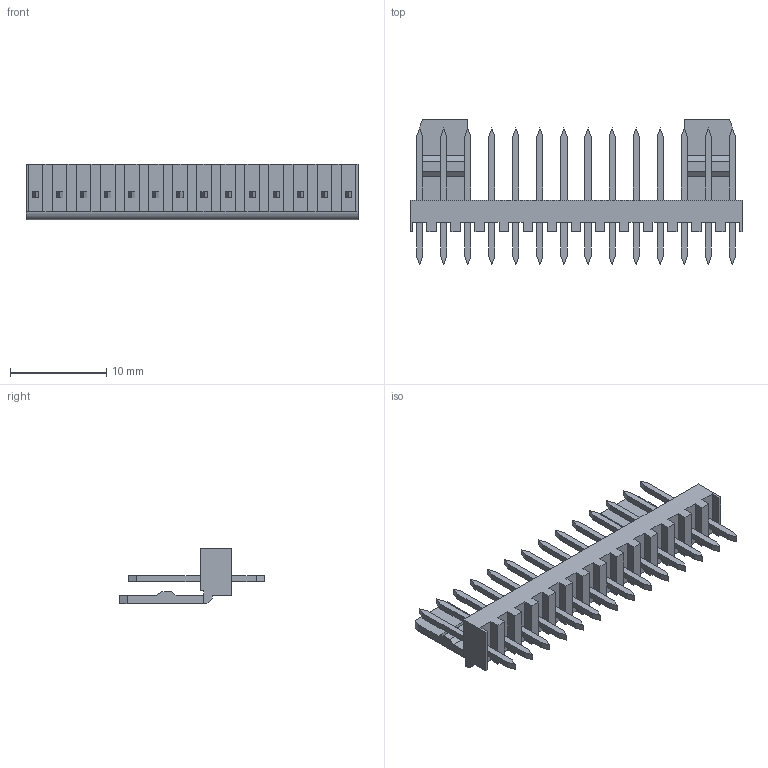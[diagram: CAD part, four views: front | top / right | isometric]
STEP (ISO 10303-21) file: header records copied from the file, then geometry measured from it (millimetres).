
FILE_DESCRIPTION((''),'2;1');
FILE_NAME('022041141','2013-12-25T',('me'),(''),'PRO/ENGINEER BY PARAMETRIC TECHNOLOGY CORPORATION, 2011490','PRO/ENGINEER BY PARAMETRIC TECHNOLOGY CORPORATION, 2011490','');
FILE_SCHEMA(('CONFIG_CONTROL_DESIGN'));
Length unit declared in the file: millimetre
Products named in the file (1): 022041141
Bounding box: 34.5 x 15.1 x 5.8 mm (x, y, z)
Volume: 603.6 mm3; surface area: 1402.5 mm2
Topology: 1 solids, 1 shells, 317 faces, 850 edges, 576 vertices
Faces by surface type: plane 316, cylinder 1
Entity records: 9739 total; most frequent: CARTESIAN_POINT 1717, ORIENTED_EDGE 1644, DIRECTION 1518, EDGE_CURVE 822, VECTOR 820, LINE 820, VERTEX_POINT 548, EDGE_LOOP 358
